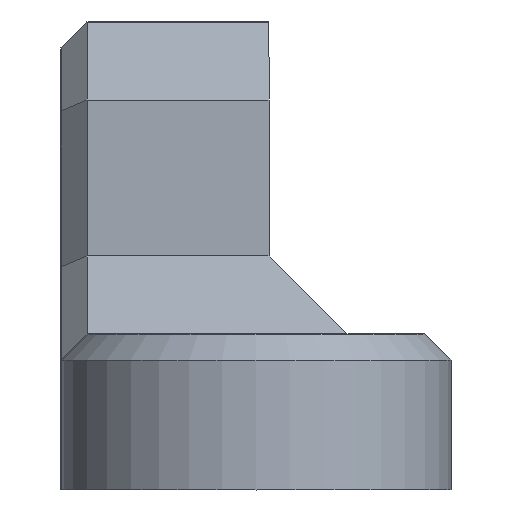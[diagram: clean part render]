
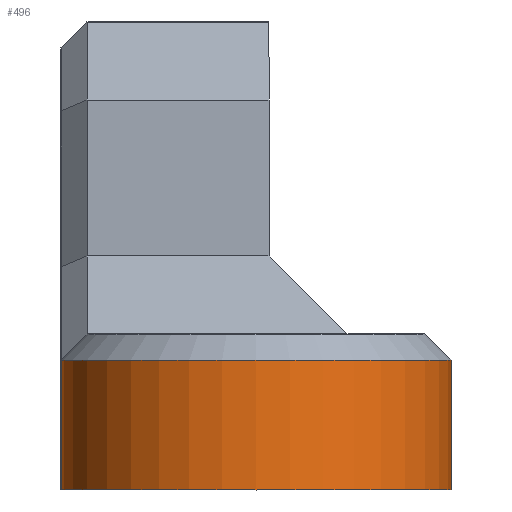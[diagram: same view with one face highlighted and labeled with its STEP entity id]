
A CAD part, left-side view. The second image highlights one B-rep face of the part: STEP entity #496.
In plain terms, the highlighted cylindrical face has radius 7.5 mm (diameter 15 mm), a partial arc.
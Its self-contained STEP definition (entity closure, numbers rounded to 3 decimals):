
#18=CYLINDRICAL_SURFACE('',#541,7.5);
#22=CIRCLE('',#536,7.5);
#23=CIRCLE('',#542,7.5);
#48=FACE_OUTER_BOUND('',#77,.T.);
#77=EDGE_LOOP('',(#398,#399,#400,#401));
#140=LINE('',#797,#200);
#142=LINE('',#801,#202);
#200=VECTOR('',#650,10.);
#202=VECTOR('',#654,10.);
#237=VERTEX_POINT('',#771);
#239=VERTEX_POINT('',#777);
#244=VERTEX_POINT('',#796);
#245=VERTEX_POINT('',#800);
#295=EDGE_CURVE('',#237,#239,#22,.T.);
#303=EDGE_CURVE('',#244,#239,#140,.T.);
#305=EDGE_CURVE('',#245,#237,#142,.T.);
#306=EDGE_CURVE('',#245,#244,#23,.T.);
#398=ORIENTED_EDGE('',*,*,#295,.F.);
#399=ORIENTED_EDGE('',*,*,#305,.F.);
#400=ORIENTED_EDGE('',*,*,#306,.T.);
#401=ORIENTED_EDGE('',*,*,#303,.T.);
#496=ADVANCED_FACE('',(#48),#18,.T.);
#536=AXIS2_PLACEMENT_3D('',#781,#633,#634);
#541=AXIS2_PLACEMENT_3D('',#799,#652,#653);
#542=AXIS2_PLACEMENT_3D('',#802,#655,#656);
#633=DIRECTION('center_axis',(0.,0.,
1.));
#634=DIRECTION('ref_axis',(0.,1.,0.));
#650=DIRECTION('',(0.,0.,1.));
#652=DIRECTION('center_axis',(0.,0.,1.));
#653=DIRECTION('ref_axis',(-1.,0.,0.));
#654=DIRECTION('',(0.,0.,1.));
#655=DIRECTION('center_axis',(0.,0.,
1.));
#656=DIRECTION('ref_axis',(0.,-1.,0.));
#771=CARTESIAN_POINT('',(-288.5,-74.5,615.));
#777=CARTESIAN_POINT('',(-288.5,-89.5,615.));
#781=CARTESIAN_POINT('Origin',(-288.5,-82.,615.));
#796=CARTESIAN_POINT('',(-288.5,-89.5,610.));
#797=CARTESIAN_POINT('',(-288.5,-89.5,610.));
#799=CARTESIAN_POINT('Origin',(-288.5,-82.,610.));
#800=CARTESIAN_POINT('',(-288.5,-74.5,610.));
#801=CARTESIAN_POINT('',(-288.5,-74.5,610.));
#802=CARTESIAN_POINT('Origin',(-288.5,-82.,610.));
